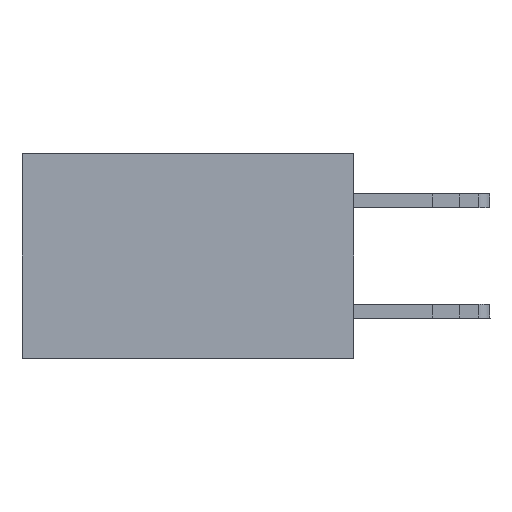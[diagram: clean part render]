
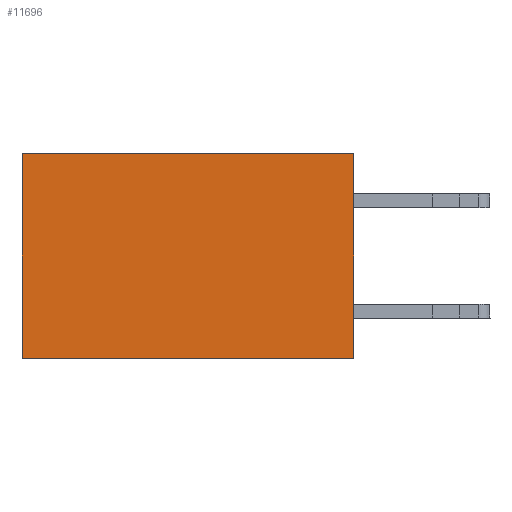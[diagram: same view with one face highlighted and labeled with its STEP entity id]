
A CAD part, left-side view. The second image highlights one B-rep face of the part: STEP entity #11696.
In plain terms, the highlighted planar face has unit normal (-1, 0, 0).
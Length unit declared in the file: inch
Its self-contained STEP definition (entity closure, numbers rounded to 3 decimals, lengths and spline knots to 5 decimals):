
#414 = VECTOR ( 'NONE', #6425, 39.37008 ) ;
#1367 = DIRECTION ( 'NONE',  ( 1., 0., 0. ) ) ;
#3220 = VECTOR ( 'NONE', #11363, 39.37008 ) ;
#4313 = CARTESIAN_POINT ( 'NONE',  ( 0.2875, 0., 0. ) ) ;
#4951 = LINE ( 'NONE', #12181, #414 ) ;
#6228 = VERTEX_POINT ( 'NONE', #17958 ) ;
#6425 = DIRECTION ( 'NONE',  ( 0., 0., -1. ) ) ;
#6471 = EDGE_CURVE ( 'NONE', #17414, #6228, #4951, .T. ) ;
#6491 = ORIENTED_EDGE ( 'NONE', *, *, #14053, .T. ) ;
#6543 = ORIENTED_EDGE ( 'NONE', *, *, #12725, .F. ) ;
#6561 = ORIENTED_EDGE ( 'NONE', *, *, #6471, .F. ) ;
#6668 = ORIENTED_EDGE ( 'NONE', *, *, #8078, .T. ) ;
#6777 = CARTESIAN_POINT ( 'NONE',  ( 0.2875, 0.6, -0.37 ) ) ;
#6804 = LINE ( 'NONE', #8468, #9733 ) ;
#8078 = EDGE_CURVE ( 'NONE', #17414, #9621, #15304, .T. ) ;
#8468 = CARTESIAN_POINT ( 'NONE',  ( 0.2875, 0.6, 0. ) ) ;
#8732 = CARTESIAN_POINT ( 'NONE',  ( 0.2875, 0., 0. ) ) ;
#9621 = VERTEX_POINT ( 'NONE', #14026 ) ;
#9733 = VECTOR ( 'NONE', #17202, 39.37008 ) ;
#9934 = CARTESIAN_POINT ( 'NONE',  ( 0.2875, 0., -0.37 ) ) ;
#11363 = DIRECTION ( 'NONE',  ( 0., 1., 0. ) ) ;
#11611 = DIRECTION ( 'NONE',  ( 0., 0., -1. ) ) ;
#11696 = ADVANCED_FACE ( 'NONE', ( #12775 ), #17406, .F. ) ;
#11873 = VECTOR ( 'NONE', #14422, 39.37008 ) ;
#12181 = CARTESIAN_POINT ( 'NONE',  ( 0.2875, 0., 0. ) ) ;
#12553 = AXIS2_PLACEMENT_3D ( 'NONE', #8732, #1367, #11611 ) ;
#12725 = EDGE_CURVE ( 'NONE', #6228, #16341, #14781, .T. ) ;
#12775 = FACE_OUTER_BOUND ( 'NONE', #15378, .T. ) ;
#13531 = CARTESIAN_POINT ( 'NONE',  ( 0.2875, 0., 0. ) ) ;
#14026 = CARTESIAN_POINT ( 'NONE',  ( 0.2875, 0.6, 0. ) ) ;
#14053 = EDGE_CURVE ( 'NONE', #9621, #16341, #6804, .T. ) ;
#14422 = DIRECTION ( 'NONE',  ( 0., 1., 0. ) ) ;
#14781 = LINE ( 'NONE', #9934, #3220 ) ;
#15304 = LINE ( 'NONE', #4313, #11873 ) ;
#15378 = EDGE_LOOP ( 'NONE', ( #6491, #6543, #6561, #6668 ) ) ;
#16341 = VERTEX_POINT ( 'NONE', #6777 ) ;
#17202 = DIRECTION ( 'NONE',  ( 0., 0., -1. ) ) ;
#17406 = PLANE ( 'NONE',  #12553 ) ;
#17414 = VERTEX_POINT ( 'NONE', #13531 ) ;
#17958 = CARTESIAN_POINT ( 'NONE',  ( 0.2875, 0., -0.37 ) ) ;
